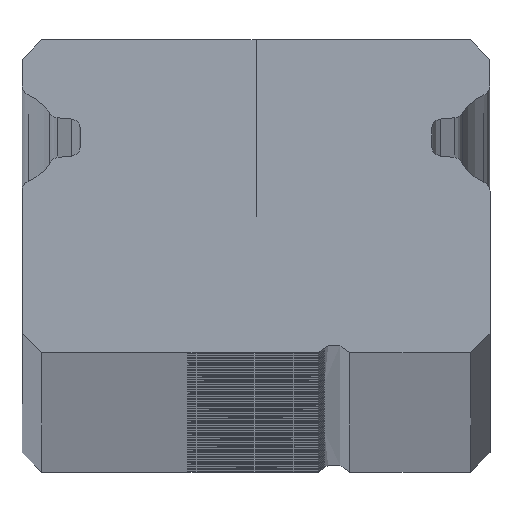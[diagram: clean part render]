
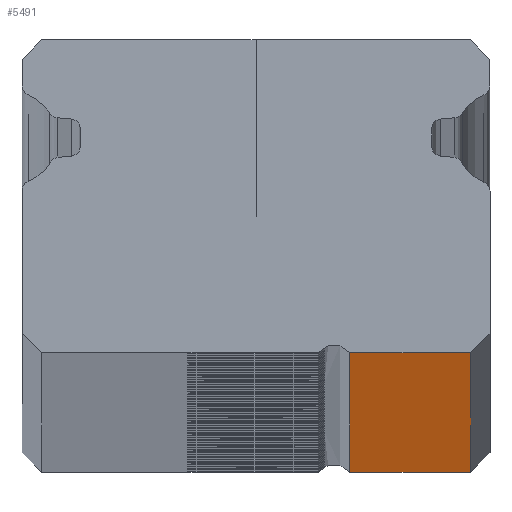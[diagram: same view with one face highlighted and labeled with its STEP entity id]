
A CAD part, top view. The second image highlights one B-rep face of the part: STEP entity #5491.
In plain terms, the highlighted planar face has unit normal (0, -1, 0).
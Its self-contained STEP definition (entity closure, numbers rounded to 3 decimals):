
#150 = DIRECTION ( 'NONE',  ( 0., 0., -1. ) ) ;
#167 = CARTESIAN_POINT ( 'NONE',  ( 5.484, -5.5, 875. ) ) ;
#292 = VERTEX_POINT ( 'NONE', #14056 ) ;
#882 = CARTESIAN_POINT ( 'NONE',  ( 2.393, -5.5, -875. ) ) ;
#896 = VECTOR ( 'NONE', #1879, 1000. ) ;
#986 = DIRECTION ( 'NONE',  ( 0., 0., 1. ) ) ;
#1025 = VERTEX_POINT ( 'NONE', #10164 ) ;
#1180 = CARTESIAN_POINT ( 'NONE',  ( 2.393, -5.5, 875. ) ) ;
#1333 = EDGE_CURVE ( 'NONE', #1025, #292, #6758, .T. ) ;
#1411 = VECTOR ( 'NONE', #12103, 1000. ) ;
#1834 = VERTEX_POINT ( 'NONE', #882 ) ;
#1879 = DIRECTION ( 'NONE',  ( 1., 0., 0. ) ) ;
#2080 = CARTESIAN_POINT ( 'NONE',  ( 2.393, -5.5, 875. ) ) ;
#3129 = AXIS2_PLACEMENT_3D ( 'NONE', #2080, #6433, #986 ) ;
#3519 = FACE_OUTER_BOUND ( 'NONE', #9378, .T. ) ;
#3648 = ORIENTED_EDGE ( 'NONE', *, *, #6705, .T. ) ;
#4033 = LINE ( 'NONE', #1180, #14017 ) ;
#5374 = PLANE ( 'NONE',  #3129 ) ;
#5379 = LINE ( 'NONE', #12815, #896 ) ;
#5491 = ADVANCED_FACE ( 'NONE', ( #3519 ), #5374, .F. ) ;
#5566 = LINE ( 'NONE', #10361, #8844 ) ;
#6415 = ORIENTED_EDGE ( 'NONE', *, *, #14123, .F. ) ;
#6433 = DIRECTION ( 'NONE',  ( 0., 1., 0. ) ) ;
#6705 = EDGE_CURVE ( 'NONE', #8653, #1834, #4033, .T. ) ;
#6758 = LINE ( 'NONE', #167, #1411 ) ;
#8653 = VERTEX_POINT ( 'NONE', #13473 ) ;
#8844 = VECTOR ( 'NONE', #9596, 1000. ) ;
#9378 = EDGE_LOOP ( 'NONE', ( #10011, #10329, #6415, #3648 ) ) ;
#9596 = DIRECTION ( 'NONE',  ( 1., 0., 0. ) ) ;
#10011 = ORIENTED_EDGE ( 'NONE', *, *, #13361, .T. ) ;
#10164 = CARTESIAN_POINT ( 'NONE',  ( 5.484, -5.5, 875. ) ) ;
#10329 = ORIENTED_EDGE ( 'NONE', *, *, #1333, .F. ) ;
#10361 = CARTESIAN_POINT ( 'NONE',  ( 2.393, -5.5, -875. ) ) ;
#12103 = DIRECTION ( 'NONE',  ( 0., 0., -1. ) ) ;
#12815 = CARTESIAN_POINT ( 'NONE',  ( 2.393, -5.5, 875. ) ) ;
#13361 = EDGE_CURVE ( 'NONE', #1834, #292, #5566, .T. ) ;
#13473 = CARTESIAN_POINT ( 'NONE',  ( 2.393, -5.5, 875. ) ) ;
#14017 = VECTOR ( 'NONE', #150, 1000. ) ;
#14056 = CARTESIAN_POINT ( 'NONE',  ( 5.484, -5.5, -875. ) ) ;
#14123 = EDGE_CURVE ( 'NONE', #8653, #1025, #5379, .T. ) ;
